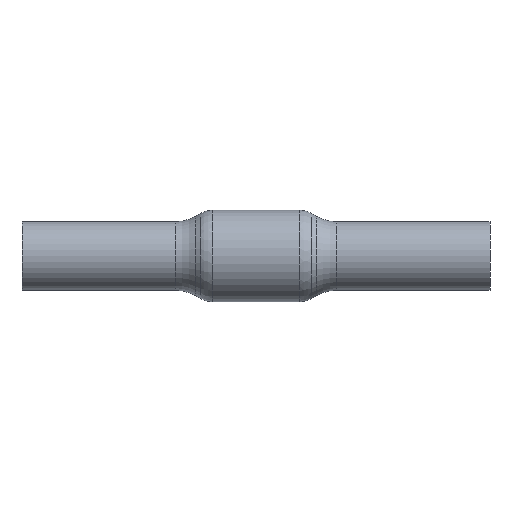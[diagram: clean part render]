
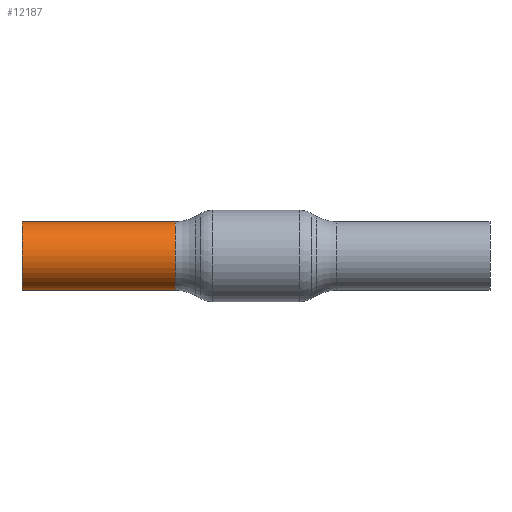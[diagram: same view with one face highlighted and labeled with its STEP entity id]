
A CAD part, front view. The second image highlights one B-rep face of the part: STEP entity #12187.
In plain terms, the highlighted cylindrical face has radius 16.85 mm (diameter 33.7 mm), a partial arc.
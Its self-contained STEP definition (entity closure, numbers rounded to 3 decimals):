
#636 = AXIS2_PLACEMENT_3D ( 'NONE', #43931, #12347, #56684 ) ;
#1392 = AXIS2_PLACEMENT_3D ( 'NONE', #12764, #1964, #54764 ) ;
#1428 = VERTEX_POINT ( 'NONE', #42510 ) ;
#1964 = DIRECTION ( 'NONE',  ( -1., 0., 0. ) ) ;
#2664 = CIRCLE ( 'NONE', #5467, 16.85 ) ;
#3465 = CARTESIAN_POINT ( 'NONE',  ( -115., 0., -16.85 ) ) ;
#3859 = ORIENTED_EDGE ( 'NONE', *, *, #41268, .F. ) ;
#5467 = AXIS2_PLACEMENT_3D ( 'NONE', #37442, #14857, #14266 ) ;
#6054 = CARTESIAN_POINT ( 'NONE',  ( -39.645, 0., 16.85 ) ) ;
#9481 = EDGE_LOOP ( 'NONE', ( #56563, #32734, #33933, #3859 ) ) ;
#9821 = CIRCLE ( 'NONE', #1392, 16.85 ) ;
#9916 = LINE ( 'NONE', #31661, #30313 ) ;
#11704 = VERTEX_POINT ( 'NONE', #6054 ) ;
#12187 = ADVANCED_FACE ( 'NONE', ( #16097 ), #41941, .T. ) ;
#12347 = DIRECTION ( 'NONE',  ( -1., 0., 0. ) ) ;
#12764 = CARTESIAN_POINT ( 'NONE',  ( -39.645, 0., 0. ) ) ;
#13978 = DIRECTION ( 'NONE',  ( -1., 0., 0. ) ) ;
#14266 = DIRECTION ( 'NONE',  ( 0., 0., 1. ) ) ;
#14857 = DIRECTION ( 'NONE',  ( -1., 0., 0. ) ) ;
#16097 = FACE_OUTER_BOUND ( 'NONE', #9481, .T. ) ;
#17806 = VERTEX_POINT ( 'NONE', #40700 ) ;
#18184 = EDGE_CURVE ( 'NONE', #1428, #11704, #9821, .T. ) ;
#30313 = VECTOR ( 'NONE', #13978, 1000. ) ;
#31661 = CARTESIAN_POINT ( 'NONE',  ( -62.69, 0., 16.85 ) ) ;
#32301 = VECTOR ( 'NONE', #56859, 1000. ) ;
#32734 = ORIENTED_EDGE ( 'NONE', *, *, #18184, .T. ) ;
#33933 = ORIENTED_EDGE ( 'NONE', *, *, #37787, .T. ) ;
#37442 = CARTESIAN_POINT ( 'NONE',  ( -115., 0., 0. ) ) ;
#37787 = EDGE_CURVE ( 'NONE', #11704, #17806, #9916, .T. ) ;
#40700 = CARTESIAN_POINT ( 'NONE',  ( -115., 0., 16.85 ) ) ;
#41268 = EDGE_CURVE ( 'NONE', #56876, #17806, #2664, .T. ) ;
#41941 = CYLINDRICAL_SURFACE ( 'NONE', #636, 16.85 ) ;
#42510 = CARTESIAN_POINT ( 'NONE',  ( -39.645, 0., -16.85 ) ) ;
#43931 = CARTESIAN_POINT ( 'NONE',  ( -62.69, 0., 0. ) ) ;
#52199 = LINE ( 'NONE', #52778, #32301 ) ;
#52778 = CARTESIAN_POINT ( 'NONE',  ( -62.69, 0., -16.85 ) ) ;
#54492 = EDGE_CURVE ( 'NONE', #1428, #56876, #52199, .T. ) ;
#54764 = DIRECTION ( 'NONE',  ( 0., 0., 1. ) ) ;
#56563 = ORIENTED_EDGE ( 'NONE', *, *, #54492, .F. ) ;
#56684 = DIRECTION ( 'NONE',  ( 0., 0., 1. ) ) ;
#56859 = DIRECTION ( 'NONE',  ( -1., 0., 0. ) ) ;
#56876 = VERTEX_POINT ( 'NONE', #3465 ) ;
